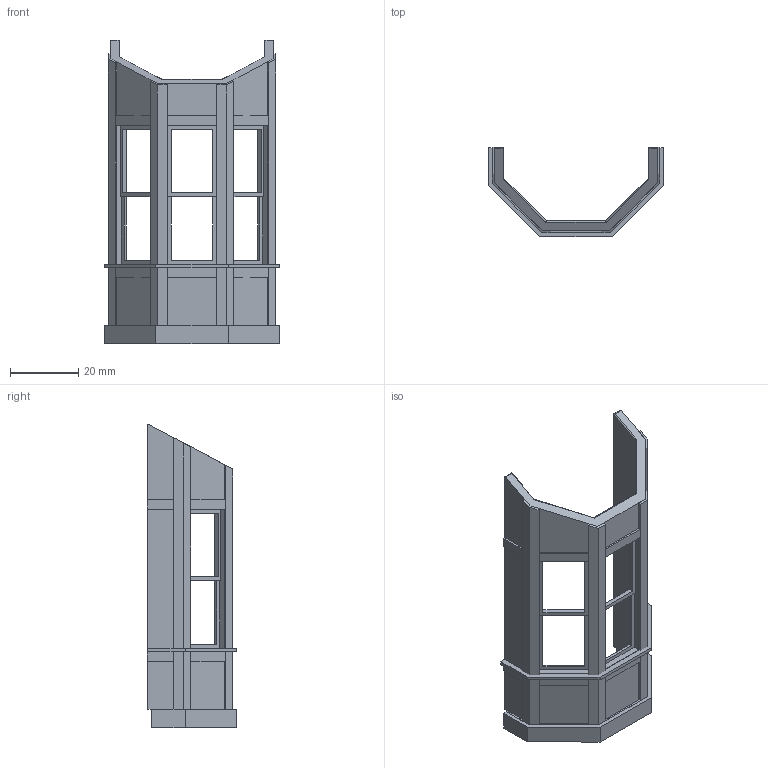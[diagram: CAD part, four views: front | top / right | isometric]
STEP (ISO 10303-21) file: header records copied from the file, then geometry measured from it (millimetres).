
FILE_DESCRIPTION(/* description */ (''),/* implementation_level */ '2;1');
FILE_NAME(/* name */ 'bay window v27.step',/* time_stamp */ '2024-01-01T18:07:45-05:00',/* author */ (''),/* organization */ (''),/* preprocessor_version */ 'ST-DEVELOPER v20',/* originating_system */ 'Autodesk Translation Framework v12.14.0.127',/* authorisation */ '');
FILE_SCHEMA (('AUTOMOTIVE_DESIGN { 1 0 10303 214 3 1 1 }'));
Length unit declared in the file: inch
Products named in the file (12): bay window; base; base2; base3; frame; sill; cutout; crossmember; window; baseboard; cutout (1); windowframe
Assembly tree (12 placements, depth 2):
  bay window
    base
    base2
    base3
    frame
    sill
    crossmember  x2
    cutout
    window
    baseboard
    cutout (1)
    windowframe
Bounding box: 51.12 x 26.05 x 88.73 mm (x, y, z)
Volume: 15045.1 mm3; surface area: 19175.7 mm2
Topology: 19 solids, 19 shells, 227 faces, 559 edges, 370 vertices
Faces by surface type: plane 220, cylinder 7
Entity records: 6195 total; most frequent: CARTESIAN_POINT 1050, ORIENTED_EDGE 998, DIRECTION 955, EDGE_CURVE 499, LINE 485, VECTOR 485, VERTEX_POINT 330, AXIS2_PLACEMENT_3D 235
